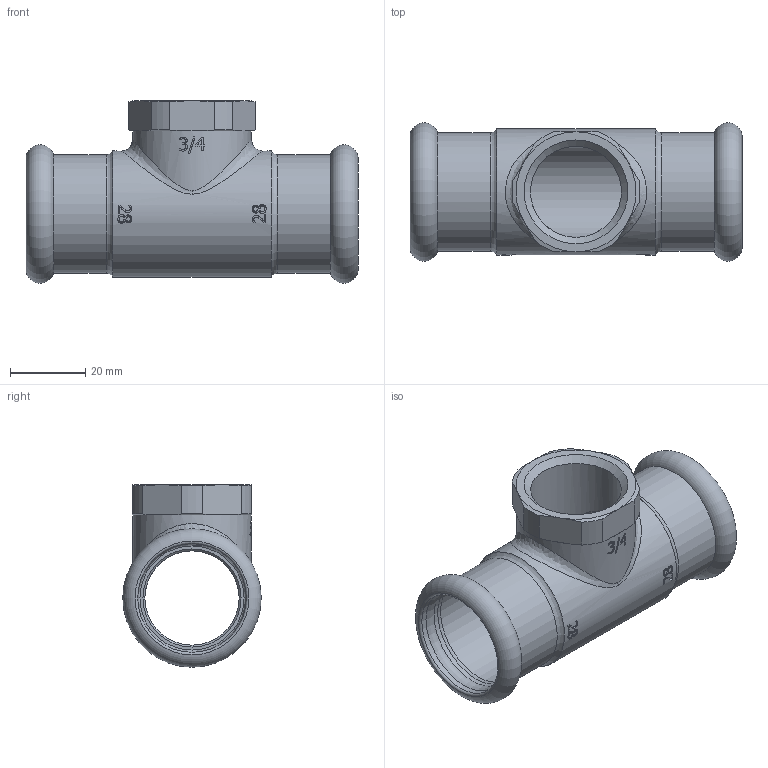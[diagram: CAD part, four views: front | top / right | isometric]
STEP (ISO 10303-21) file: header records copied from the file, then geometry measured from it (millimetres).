
FILE_DESCRIPTION(/* description */ (''),/* implementation_level */ '2;1');
FILE_NAME(/* name */ '189304028_Inoxpres.stp',/* time_stamp */ '2022-11-22T14:31:50+01:00',/* author */ ('Vault'),/* organization */ ('Raccorderie metalliche s.p.a. '),/* preprocessor_version */ 'ST-DEVELOPER v18.1',/* originating_system */ 'Autodesk Inventor 2020',/* authorisation */ 'Raccorderie metalliche s.p.a. ');
FILE_SCHEMA (('AUTOMOTIVE_DESIGN { 1 0 10303 214 3 1 1 }'));
Length unit declared in the file: millimetre
Products named in the file (1): 189304028_Inoxpres
Bounding box: 88 x 36.68 x 48.34 mm (x, y, z)
Volume: 29304.6 mm3; surface area: 19856.1 mm2
Topology: 1 solids, 1 shells, 191 faces, 515 edges, 340 vertices
Faces by surface type: bspline 86, plane 48, cylinder 30, cone 15, torus 12
Full cylindrical faces by diameter (mm): 24.117 x1, 25 x1, 28.4 x2, 28.8 x4, 31.4 x3, 33.4 x1
Entity records: 28352 total; most frequent: CARTESIAN_POINT 24135, ORIENTED_EDGE 1032, DIRECTION 604, EDGE_CURVE 516, VERTEX_POINT 341, AXIS2_PLACEMENT_3D 217, B_SPLINE_CURVE_WITH_KNOTS 211, EDGE_LOOP 209
